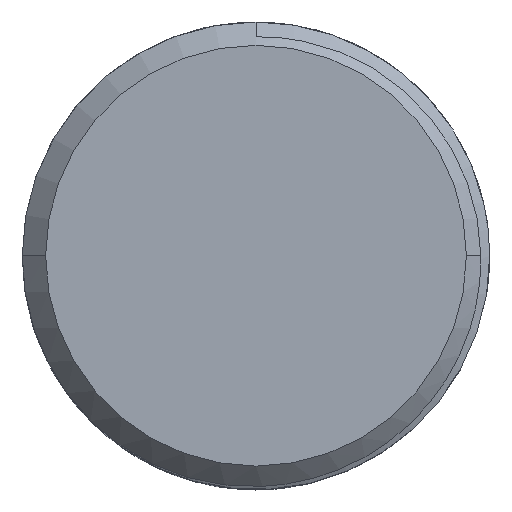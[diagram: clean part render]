
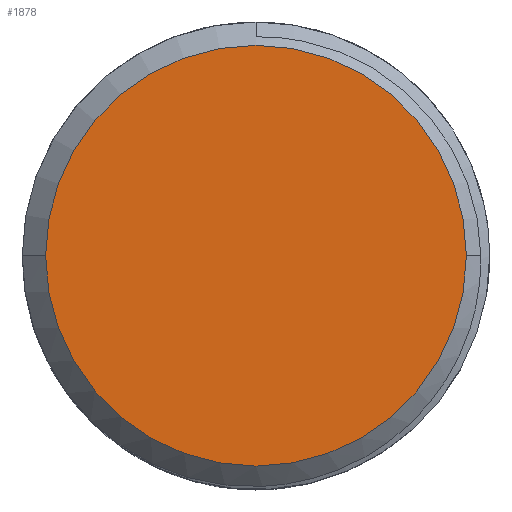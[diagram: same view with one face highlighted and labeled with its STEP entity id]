
A CAD part, top view. The second image highlights one B-rep face of the part: STEP entity #1878.
In plain terms, the highlighted planar face has unit normal (0, 0, 1).
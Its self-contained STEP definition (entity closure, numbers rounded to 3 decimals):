
#62 = EDGE_LOOP ( 'NONE', ( #1113, #119 ) ) ;
#119 = ORIENTED_EDGE ( 'NONE', *, *, #1443, .T. ) ;
#167 = DIRECTION ( 'NONE',  ( 1., 0., 0. ) ) ;
#175 = CIRCLE ( 'NONE', #1463, 4.5 ) ;
#199 = DIRECTION ( 'NONE',  ( 0., 0., 1. ) ) ;
#563 = AXIS2_PLACEMENT_3D ( 'NONE', #1530, #199, #1028 ) ;
#861 = FACE_OUTER_BOUND ( 'NONE', #62, .T. ) ;
#889 = CARTESIAN_POINT ( 'NONE',  ( 4.5, 0., 6.52 ) ) ;
#1008 = DIRECTION ( 'NONE',  ( 0., 0., 1. ) ) ;
#1028 = DIRECTION ( 'NONE',  ( 1., 0., 0. ) ) ;
#1113 = ORIENTED_EDGE ( 'NONE', *, *, #1795, .T. ) ;
#1443 = EDGE_CURVE ( 'NONE', #2057, #1674, #2135, .T. ) ;
#1463 = AXIS2_PLACEMENT_3D ( 'NONE', #2024, #1008, #167 ) ;
#1530 = CARTESIAN_POINT ( 'NONE',  ( 0., 0., 6.52 ) ) ;
#1573 = AXIS2_PLACEMENT_3D ( 'NONE', #1997, #1689, #1843 ) ;
#1674 = VERTEX_POINT ( 'NONE', #1746 ) ;
#1689 = DIRECTION ( 'NONE',  ( 0., 0., 1. ) ) ;
#1693 = PLANE ( 'NONE',  #563 ) ;
#1746 = CARTESIAN_POINT ( 'NONE',  ( -4.5, 0., 6.52 ) ) ;
#1795 = EDGE_CURVE ( 'NONE', #1674, #2057, #175, .T. ) ;
#1843 = DIRECTION ( 'NONE',  ( 1., 0., 0. ) ) ;
#1878 = ADVANCED_FACE ( 'NONE', ( #861 ), #1693, .T. ) ;
#1997 = CARTESIAN_POINT ( 'NONE',  ( 0., 0., 6.52 ) ) ;
#2024 = CARTESIAN_POINT ( 'NONE',  ( 0., 0., 6.52 ) ) ;
#2057 = VERTEX_POINT ( 'NONE', #889 ) ;
#2135 = CIRCLE ( 'NONE', #1573, 4.5 ) ;
